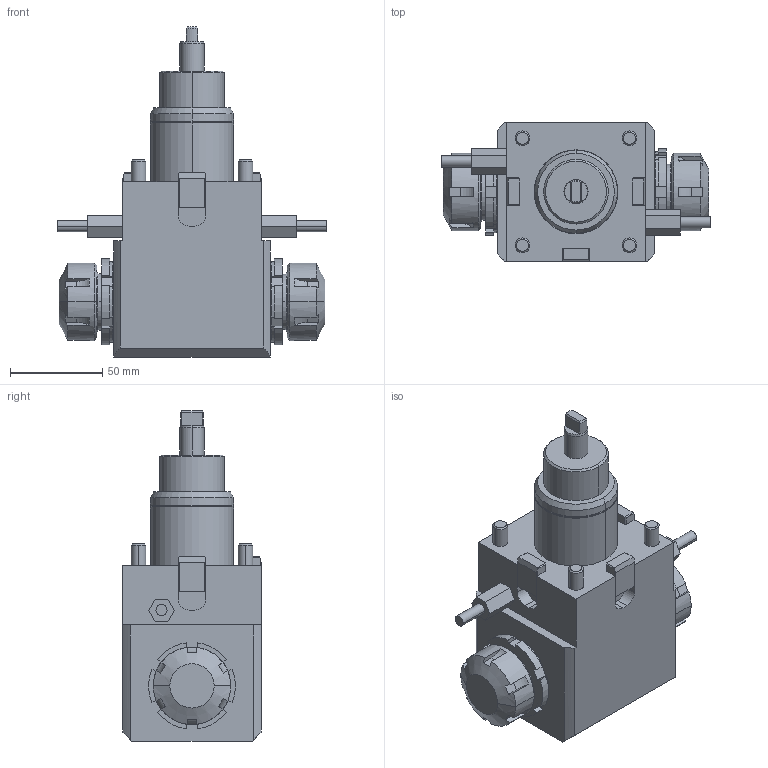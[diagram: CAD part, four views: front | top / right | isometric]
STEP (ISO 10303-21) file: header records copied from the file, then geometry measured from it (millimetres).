
FILE_DESCRIPTION(('HOOPS Exchange Step'),'2;1');
FILE_NAME('Modelcomposition.stp','2024-06-04T21:27:39+00:00',('toolarena-modelservice-ewspro'),('Unknown organisation'),'HOOPS Exchange 2021.2','HOOPS Exchange','Unknown authorisation');
FILE_SCHEMA( ('AP242_MANAGED_MODEL_BASED_3D_ENGINEERING_MIM_LF {1 0 10303 442 1 1 4 }') );
Length unit declared in the file: millimetre
Products named in the file (1): EWS_157625_DIN4003
Bounding box: 146 x 75 x 179 mm (x, y, z)
Volume: 743773.9 mm3; surface area: 66769.1 mm2
Topology: 1 solids, 1 shells, 308 faces, 818 edges, 523 vertices
Faces by surface type: plane 194, cylinder 82, cone 28, torus 4
Entity records: 9569 total; most frequent: CARTESIAN_POINT 1797, ORIENTED_EDGE 1636, DIRECTION 1619, EDGE_CURVE 818, VECTOR 545, LINE 545, AXIS2_PLACEMENT_3D 537, VERTEX_POINT 523
